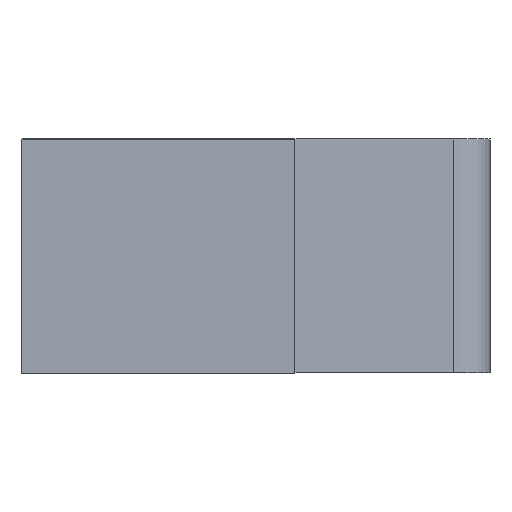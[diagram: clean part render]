
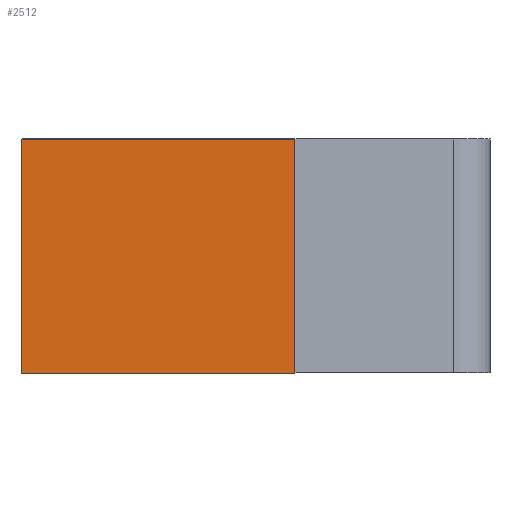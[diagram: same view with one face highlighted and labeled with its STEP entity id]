
A CAD part, left-side view. The second image highlights one B-rep face of the part: STEP entity #2512.
In plain terms, the highlighted face is planar.
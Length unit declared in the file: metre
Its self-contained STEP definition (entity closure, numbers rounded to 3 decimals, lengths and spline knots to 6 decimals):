
#779=ORIENTED_EDGE('',*,*,#1166,.T.);
#780=ORIENTED_EDGE('',*,*,#1165,.F.);
#781=ORIENTED_EDGE('',*,*,#1167,.F.);
#782=ORIENTED_EDGE('',*,*,#1168,.T.);
#1165=EDGE_CURVE('',#1411,#1404,#1688,.T.);
#1166=EDGE_CURVE('',#1412,#1404,#1689,.T.);
#1167=EDGE_CURVE('',#1413,#1411,#1690,.T.);
#1168=EDGE_CURVE('',#1413,#1412,#1691,.T.);
#1404=VERTEX_POINT('',#4191);
#1411=VERTEX_POINT('',#4204);
#1412=VERTEX_POINT('',#4208);
#1413=VERTEX_POINT('',#4210);
#1688=LINE('',#4205,#1977);
#1689=LINE('',#4207,#1978);
#1690=LINE('',#4209,#1979);
#1691=LINE('',#4211,#1980);
#1977=VECTOR('',#3163,1.);
#1978=VECTOR('',#3166,1.);
#1979=VECTOR('',#3167,1.);
#1980=VECTOR('',#3168,1.);
#2134=EDGE_LOOP('',(#779,#780,#781,#782));
#2275=FACE_BOUND('',#2134,.T.);
#2378=PLANE('',#2687);
#2512=ADVANCED_FACE('',(#2275),#2378,.F.);
#2687=AXIS2_PLACEMENT_3D('',#4206,#3164,#3165);
#3163=DIRECTION('',(0.,1.,0.));
#3164=DIRECTION('',(-1.,0.,0.));
#3165=DIRECTION('',(0.,0.,1.));
#3166=DIRECTION('',(0.,0.,1.));
#3167=DIRECTION('',(0.,0.,1.));
#3168=DIRECTION('',(0.,1.,0.));
#4191=CARTESIAN_POINT('',(0.0008,0.0007,0.0003));
#4204=CARTESIAN_POINT('',(0.0008,0.,0.0003));
#4205=CARTESIAN_POINT('',(0.0008,0.00069,0.0003));
#4206=CARTESIAN_POINT('',(0.0008,0.00069,0.));
#4207=CARTESIAN_POINT('',(0.0008,0.0007,0.));
#4208=CARTESIAN_POINT('',(0.0008,0.0007,-0.0003));
#4209=CARTESIAN_POINT('',(0.0008,0.,0.));
#4210=CARTESIAN_POINT('',(0.0008,0.,-0.0003));
#4211=CARTESIAN_POINT('',(0.0008,0.00069,-0.0003));
